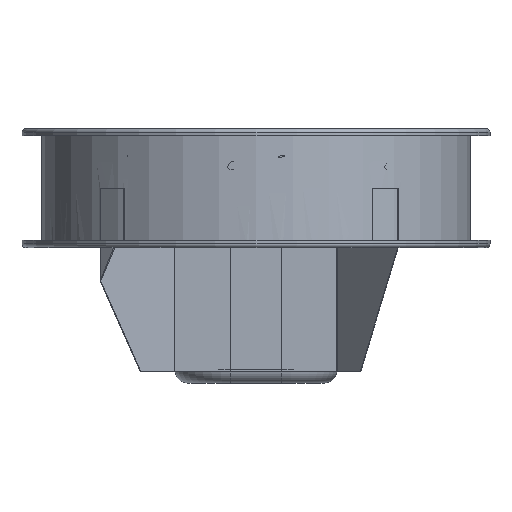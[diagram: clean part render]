
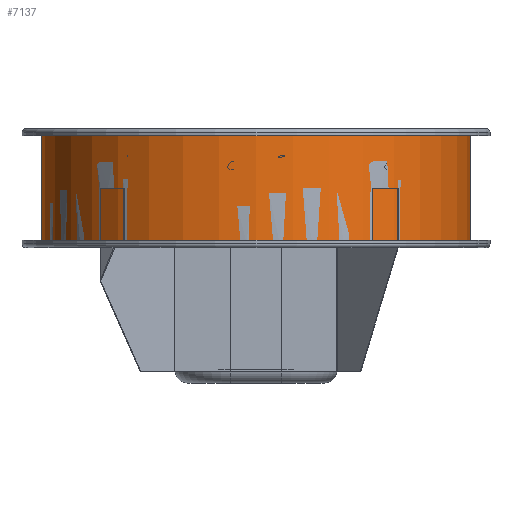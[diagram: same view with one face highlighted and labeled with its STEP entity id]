
A CAD part, front view. The second image highlights one B-rep face of the part: STEP entity #7137.
In plain terms, the highlighted cylindrical face has radius 631.2 mm (diameter 1262.4 mm), a partial arc.
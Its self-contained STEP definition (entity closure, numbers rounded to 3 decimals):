
#13 = LINE ( 'NONE', #6489, #8249 ) ;
#137 = CARTESIAN_POINT ( 'NONE',  ( 631.2, 0., -242.5 ) ) ;
#707 = ORIENTED_EDGE ( 'NONE', *, *, #3753, .T. ) ;
#740 = VERTEX_POINT ( 'NONE', #4763 ) ;
#1019 = AXIS2_PLACEMENT_3D ( 'NONE', #10189, #9459, #10253 ) ;
#1074 = VERTEX_POINT ( 'NONE', #5303 ) ;
#1202 = EDGE_CURVE ( 'NONE', #1074, #740, #9502, .T. ) ;
#1334 = VERTEX_POINT ( 'NONE', #137 ) ;
#1480 = EDGE_CURVE ( 'NONE', #740, #8920, #6658, .T. ) ;
#1650 = DIRECTION ( 'NONE',  ( 0., 0., 1. ) ) ;
#2102 = CIRCLE ( 'NONE', #1019, 631.2 ) ;
#2780 = CARTESIAN_POINT ( 'NONE',  ( 631.2, 0., 86.5 ) ) ;
#2830 = EDGE_CURVE ( 'NONE', #1334, #8920, #13, .T. ) ;
#3143 = DIRECTION ( 'NONE',  ( 0., 0., 1. ) ) ;
#3163 = CARTESIAN_POINT ( 'NONE',  ( 0., 0., 86.5 ) ) ;
#3183 = DIRECTION ( 'NONE',  ( 0., 0., 1. ) ) ;
#3753 = EDGE_CURVE ( 'NONE', #1074, #1334, #2102, .T. ) ;
#3849 = EDGE_LOOP ( 'NONE', ( #8941, #707, #4720, #5018 ) ) ;
#4192 = DIRECTION ( 'NONE',  ( 1., 0., 0. ) ) ;
#4274 = AXIS2_PLACEMENT_3D ( 'NONE', #3163, #1650, #4909 ) ;
#4618 = CARTESIAN_POINT ( 'NONE',  ( -631.2, 0., 165.741 ) ) ;
#4720 = ORIENTED_EDGE ( 'NONE', *, *, #2830, .T. ) ;
#4763 = CARTESIAN_POINT ( 'NONE',  ( -631.2, 0., 86.5 ) ) ;
#4851 = DIRECTION ( 'NONE',  ( 0., 0., 1. ) ) ;
#4909 = DIRECTION ( 'NONE',  ( 1., 0., 0. ) ) ;
#5018 = ORIENTED_EDGE ( 'NONE', *, *, #1480, .F. ) ;
#5303 = CARTESIAN_POINT ( 'NONE',  ( -631.2, 0., -242.5 ) ) ;
#5522 = CARTESIAN_POINT ( 'NONE',  ( 0., 0., 165.741 ) ) ;
#5674 = VECTOR ( 'NONE', #3143, 1000. ) ;
#5808 = CYLINDRICAL_SURFACE ( 'NONE', #6854, 631.2 ) ;
#6489 = CARTESIAN_POINT ( 'NONE',  ( 631.2, 0., 165.741 ) ) ;
#6658 = CIRCLE ( 'NONE', #4274, 631.2 ) ;
#6854 = AXIS2_PLACEMENT_3D ( 'NONE', #5522, #3183, #4192 ) ;
#7137 = ADVANCED_FACE ( 'NONE', ( #8168 ), #5808, .T. ) ;
#8168 = FACE_OUTER_BOUND ( 'NONE', #3849, .T. ) ;
#8249 = VECTOR ( 'NONE', #4851, 1000. ) ;
#8920 = VERTEX_POINT ( 'NONE', #2780 ) ;
#8941 = ORIENTED_EDGE ( 'NONE', *, *, #1202, .F. ) ;
#9459 = DIRECTION ( 'NONE',  ( 0., 0., 1. ) ) ;
#9502 = LINE ( 'NONE', #4618, #5674 ) ;
#10189 = CARTESIAN_POINT ( 'NONE',  ( 0., 0., -242.5 ) ) ;
#10253 = DIRECTION ( 'NONE',  ( 1., 0., 0. ) ) ;
